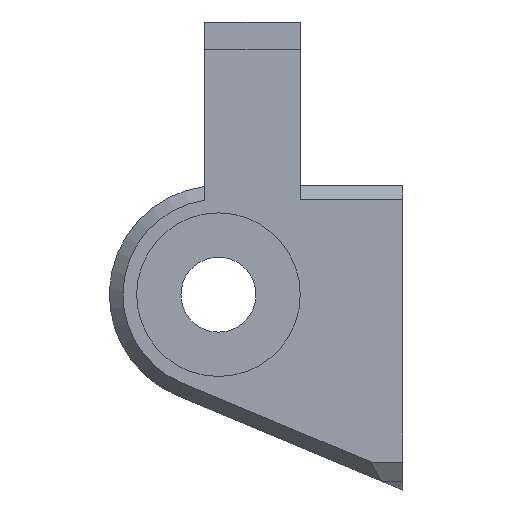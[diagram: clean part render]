
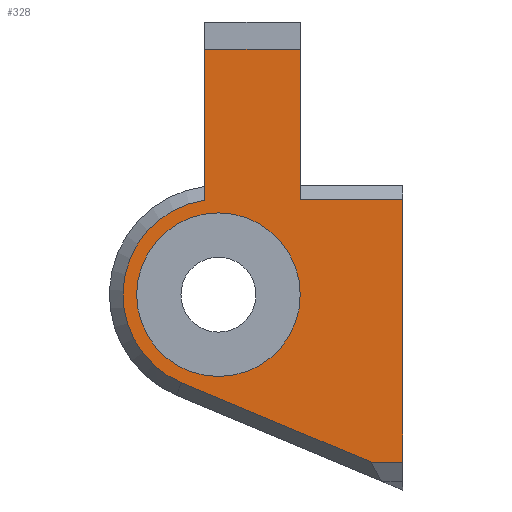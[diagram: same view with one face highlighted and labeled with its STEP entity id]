
A CAD part, front view. The second image highlights one B-rep face of the part: STEP entity #328.
In plain terms, the highlighted planar face has unit normal (0, -1, 0).
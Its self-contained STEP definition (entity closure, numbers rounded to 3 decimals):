
#20=FACE_BOUND('',#54,.T.);
#23=CIRCLE('',#362,7.);
#24=CIRCLE('',#363,6.);
#34=FACE_OUTER_BOUND('',#53,.T.);
#53=EDGE_LOOP('',(#236,#237,#238,#239,#240,#241,#242,#243));
#54=EDGE_LOOP('',(#244));
#74=LINE('',#483,#111);
#79=LINE('',#494,#116);
#83=LINE('',#501,#120);
#84=LINE('',#504,#121);
#85=LINE('',#506,#122);
#86=LINE('',#508,#123);
#87=LINE('',#511,#124);
#111=VECTOR('',#390,10.);
#116=VECTOR('',#399,10.);
#120=VECTOR('',#405,10.);
#121=VECTOR('',#408,10.);
#122=VECTOR('',#409,10.);
#123=VECTOR('',#410,10.);
#124=VECTOR('',#413,10.);
#145=VERTEX_POINT('',#476);
#148=VERTEX_POINT('',#481);
#152=VERTEX_POINT('',#492);
#154=VERTEX_POINT('',#499);
#155=VERTEX_POINT('',#503);
#156=VERTEX_POINT('',#505);
#157=VERTEX_POINT('',#507);
#158=VERTEX_POINT('',#509);
#159=VERTEX_POINT('',#512);
#177=EDGE_CURVE('',#148,#145,#74,.T.);
#182=EDGE_CURVE('',#152,#148,#79,.T.);
#186=EDGE_CURVE('',#152,#154,#83,.T.);
#187=EDGE_CURVE('',#155,#154,#84,.T.);
#188=EDGE_CURVE('',#156,#155,#85,.T.);
#189=EDGE_CURVE('',#157,#156,#86,.T.);
#190=EDGE_CURVE('',#157,#158,#23,.T.);
#191=EDGE_CURVE('',#158,#145,#87,.T.);
#192=EDGE_CURVE('',#159,#159,#24,.T.);
#236=ORIENTED_EDGE('',*,*,#187,.F.);
#237=ORIENTED_EDGE('',*,*,#188,.F.);
#238=ORIENTED_EDGE('',*,*,#189,.F.);
#239=ORIENTED_EDGE('',*,*,#190,.T.);
#240=ORIENTED_EDGE('',*,*,#191,.T.);
#241=ORIENTED_EDGE('',*,*,#177,.F.);
#242=ORIENTED_EDGE('',*,*,#182,.F.);
#243=ORIENTED_EDGE('',*,*,#186,.T.);
#244=ORIENTED_EDGE('',*,*,#192,.F.);
#313=PLANE('',#361);
#328=ADVANCED_FACE('',(#34,#20),#313,.F.);
#361=AXIS2_PLACEMENT_3D('',#502,#406,#407);
#362=AXIS2_PLACEMENT_3D('',#510,#411,#412);
#363=AXIS2_PLACEMENT_3D('',#513,#414,#415);
#390=DIRECTION('',(-1.,0.,0.));
#399=DIRECTION('',(0.,0.,-1.));
#405=DIRECTION('',(-1.,0.,0.));
#406=DIRECTION('center_axis',(0.,1.,0.));
#407=DIRECTION('ref_axis',(1.,0.,0.));
#408=DIRECTION('',(0.,0.,-1.));
#409=DIRECTION('',(1.,0.,0.));
#410=DIRECTION('',(0.,0.,1.));
#411=DIRECTION('center_axis',(0.,-1.,0.));
#412=DIRECTION('ref_axis',(-0.386,0.,-0.922));
#413=DIRECTION('',(0.922,0.,-0.386));
#414=DIRECTION('center_axis',(0.,-1.,0.));
#415=DIRECTION('ref_axis',(1.,0.,0.));
#476=CARTESIAN_POINT('',(66.7,40.5,-54.778));
#481=CARTESIAN_POINT('',(69.,40.5,-54.778));
#483=CARTESIAN_POINT('',(69.,40.5,-54.778));
#492=CARTESIAN_POINT('',(69.,40.5,-35.5));
#494=CARTESIAN_POINT('',(69.,40.5,-35.5));
#499=CARTESIAN_POINT('',(61.5,40.5,-35.5));
#501=CARTESIAN_POINT('',(69.,40.5,-35.5));
#502=CARTESIAN_POINT('Origin',(58.25,40.5,-40.663));
#503=CARTESIAN_POINT('',(61.5,40.5,-24.5));
#504=CARTESIAN_POINT('',(61.5,40.5,-42.5));
#505=CARTESIAN_POINT('',(54.5,40.5,-24.5));
#506=CARTESIAN_POINT('',(55.5,40.5,-24.5));
#507=CARTESIAN_POINT('',(54.5,40.5,-35.572));
#508=CARTESIAN_POINT('',(54.5,40.5,-36.584));
#509=CARTESIAN_POINT('',(52.797,40.5,-48.957));
#510=CARTESIAN_POINT('Origin',(55.5,40.5,-42.5));
#511=CARTESIAN_POINT('',(61.934,40.5,-52.783));
#512=CARTESIAN_POINT('',(49.5,40.5,-42.5));
#513=CARTESIAN_POINT('Origin',(55.5,40.5,-42.5));
